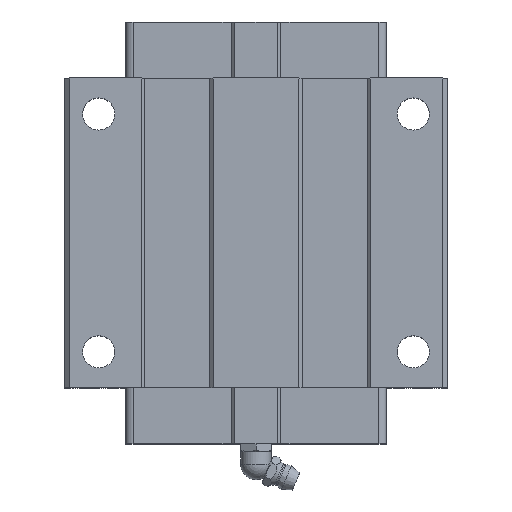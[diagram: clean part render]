
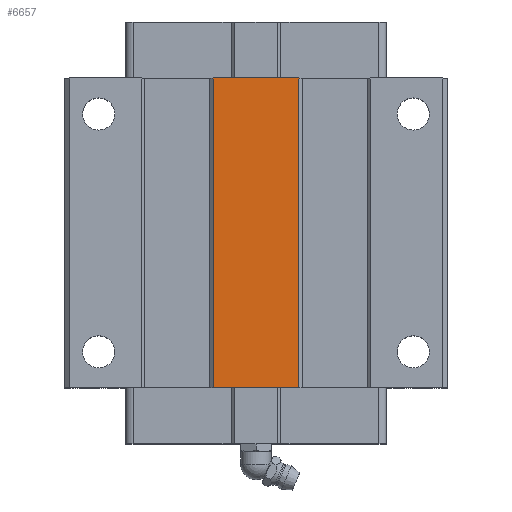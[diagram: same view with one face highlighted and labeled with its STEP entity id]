
A CAD part, top view. The second image highlights one B-rep face of the part: STEP entity #6657.
In plain terms, the highlighted planar face has unit normal (0, 0, 1).
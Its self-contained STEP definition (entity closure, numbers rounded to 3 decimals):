
#69 = EDGE_CURVE ( 'NONE', #2189, #1913, #3685, .T. ) ;
#74 = VECTOR ( 'NONE', #3443, 1000. ) ;
#393 = VERTEX_POINT ( 'NONE', #6921 ) ;
#411 = DIRECTION ( 'NONE',  ( 0., 1., 0. ) ) ;
#616 = ORIENTED_EDGE ( 'NONE', *, *, #69, .F. ) ;
#834 = LINE ( 'NONE', #3010, #74 ) ;
#1205 = VECTOR ( 'NONE', #3077, 1000. ) ;
#1240 = CARTESIAN_POINT ( 'NONE',  ( 11.2, -40.4, 48. ) ) ;
#1281 = EDGE_CURVE ( 'NONE', #4918, #393, #4008, .T. ) ;
#1355 = VECTOR ( 'NONE', #411, 1000. ) ;
#1913 = VERTEX_POINT ( 'NONE', #4519 ) ;
#2034 = ORIENTED_EDGE ( 'NONE', *, *, #2342, .T. ) ;
#2181 = EDGE_LOOP ( 'NONE', ( #2034, #616, #5480, #4233 ) ) ;
#2189 = VERTEX_POINT ( 'NONE', #2657 ) ;
#2249 = AXIS2_PLACEMENT_3D ( 'NONE', #5622, #6592, #6161 ) ;
#2342 = EDGE_CURVE ( 'NONE', #393, #1913, #3607, .T. ) ;
#2500 = CARTESIAN_POINT ( 'NONE',  ( -11.2, 40.4, 48. ) ) ;
#2657 = CARTESIAN_POINT ( 'NONE',  ( -11.2, -40.4, 48. ) ) ;
#3010 = CARTESIAN_POINT ( 'NONE',  ( -11.2, -40.4, 48. ) ) ;
#3077 = DIRECTION ( 'NONE',  ( -1., 0., 0. ) ) ;
#3443 = DIRECTION ( 'NONE',  ( -1., 0., 0. ) ) ;
#3607 = LINE ( 'NONE', #2500, #1205 ) ;
#3685 = LINE ( 'NONE', #5290, #1355 ) ;
#4008 = LINE ( 'NONE', #1240, #5843 ) ;
#4233 = ORIENTED_EDGE ( 'NONE', *, *, #1281, .T. ) ;
#4410 = PLANE ( 'NONE',  #2249 ) ;
#4519 = CARTESIAN_POINT ( 'NONE',  ( -11.2, 40.4, 48. ) ) ;
#4918 = VERTEX_POINT ( 'NONE', #4932 ) ;
#4932 = CARTESIAN_POINT ( 'NONE',  ( 11.2, -40.4, 48. ) ) ;
#5290 = CARTESIAN_POINT ( 'NONE',  ( -11.2, -40.4, 48. ) ) ;
#5480 = ORIENTED_EDGE ( 'NONE', *, *, #5725, .F. ) ;
#5620 = DIRECTION ( 'NONE',  ( 0., 1., 0. ) ) ;
#5622 = CARTESIAN_POINT ( 'NONE',  ( -11.2, -40.4, 48. ) ) ;
#5725 = EDGE_CURVE ( 'NONE', #4918, #2189, #834, .T. ) ;
#5843 = VECTOR ( 'NONE', #5620, 1000. ) ;
#6161 = DIRECTION ( 'NONE',  ( 0., -1., 0. ) ) ;
#6592 = DIRECTION ( 'NONE',  ( 0., 0., -1. ) ) ;
#6657 = ADVANCED_FACE ( 'NONE', ( #6660 ), #4410, .F. ) ;
#6660 = FACE_OUTER_BOUND ( 'NONE', #2181, .T. ) ;
#6921 = CARTESIAN_POINT ( 'NONE',  ( 11.2, 40.4, 48. ) ) ;
